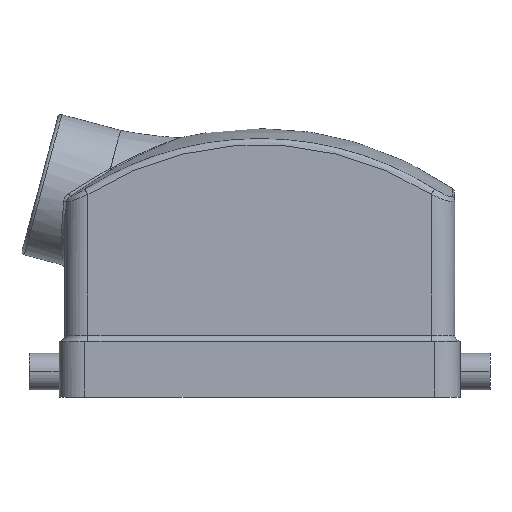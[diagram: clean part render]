
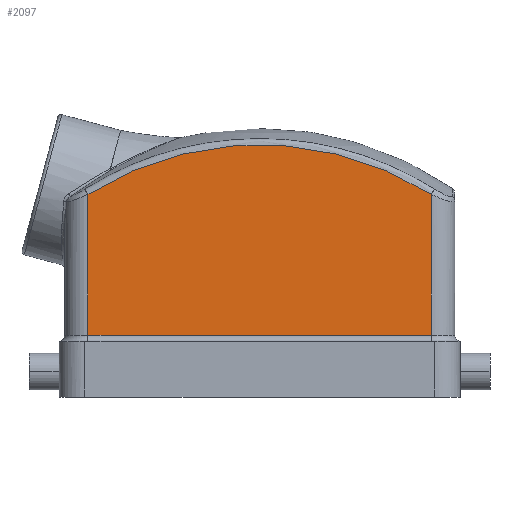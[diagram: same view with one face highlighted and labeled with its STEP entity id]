
A CAD part, top view. The second image highlights one B-rep face of the part: STEP entity #2097.
In plain terms, the highlighted planar face has unit normal (0, 0, 1).
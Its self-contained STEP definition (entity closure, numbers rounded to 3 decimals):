
#139 = AXIS2_PLACEMENT_3D ( 'NONE', #6125, #6105, #6156 ) ;
#308 = VECTOR ( 'NONE', #4931, 1000. ) ;
#317 = VECTOR ( 'NONE', #4879, 1000. ) ;
#323 = CIRCLE ( 'NONE', #1490, 75.44 ) ;
#327 = LINE ( 'NONE', #5108, #308 ) ;
#352 = LINE ( 'NONE', #5189, #317 ) ;
#476 = LINE ( 'NONE', #4489, #479 ) ;
#479 = VECTOR ( 'NONE', #4508, 1000. ) ;
#627 = ORIENTED_EDGE ( 'NONE', *, *, #1155, .F. ) ;
#858 = CARTESIAN_POINT ( 'NONE',  ( -40.25, 14.5, 20.5 ) ) ;
#949 = EDGE_CURVE ( 'NONE', #2218, #2559, #476, .T. ) ;
#1146 = EDGE_CURVE ( 'NONE', #2559, #2197, #352, .T. ) ;
#1155 = EDGE_CURVE ( 'NONE', #2276, #2197, #327, .T. ) ;
#1197 = EDGE_CURVE ( 'NONE', #2276, #2218, #323, .T. ) ;
#1490 = AXIS2_PLACEMENT_3D ( 'NONE', #5201, #5222, #5210 ) ;
#2097 = ADVANCED_FACE ( 'NONE', ( #6118 ), #5951, .F. ) ;
#2197 = VERTEX_POINT ( 'NONE', #4371 ) ;
#2218 = VERTEX_POINT ( 'NONE', #3802 ) ;
#2276 = VERTEX_POINT ( 'NONE', #3258 ) ;
#2559 = VERTEX_POINT ( 'NONE', #858 ) ;
#3258 = CARTESIAN_POINT ( 'NONE',  ( 40.25, 47.51, 20.5 ) ) ;
#3802 = CARTESIAN_POINT ( 'NONE',  ( -40.25, 47.51, 20.5 ) ) ;
#4271 = ORIENTED_EDGE ( 'NONE', *, *, #1146, .T. ) ;
#4371 = CARTESIAN_POINT ( 'NONE',  ( 40.25, 14.5, 20.5 ) ) ;
#4489 = CARTESIAN_POINT ( 'NONE',  ( -40.25, 44., 20.5 ) ) ;
#4508 = DIRECTION ( 'NONE',  ( 0., -1., 0. ) ) ;
#4879 = DIRECTION ( 'NONE',  ( 1., 0., 0. ) ) ;
#4931 = DIRECTION ( 'NONE',  ( 0., -1., 0. ) ) ;
#5108 = CARTESIAN_POINT ( 'NONE',  ( 40.25, 44., 20.5 ) ) ;
#5189 = CARTESIAN_POINT ( 'NONE',  ( -40.25, 14.5, 20.5 ) ) ;
#5201 = CARTESIAN_POINT ( 'NONE',  ( 0., -16.296, 20.5 ) ) ;
#5210 = DIRECTION ( 'NONE',  ( -1., 0., 0. ) ) ;
#5222 = DIRECTION ( 'NONE',  ( 0., 0., 1. ) ) ;
#5608 = EDGE_LOOP ( 'NONE', ( #6921, #4271, #627, #5985 ) ) ;
#5951 = PLANE ( 'NONE',  #139 ) ;
#5985 = ORIENTED_EDGE ( 'NONE', *, *, #1197, .T. ) ;
#6105 = DIRECTION ( 'NONE',  ( 0., 0., -1. ) ) ;
#6118 = FACE_OUTER_BOUND ( 'NONE', #5608, .T. ) ;
#6125 = CARTESIAN_POINT ( 'NONE',  ( -40.25, 44., 20.5 ) ) ;
#6156 = DIRECTION ( 'NONE',  ( -1., 0., 0. ) ) ;
#6921 = ORIENTED_EDGE ( 'NONE', *, *, #949, .T. ) ;
